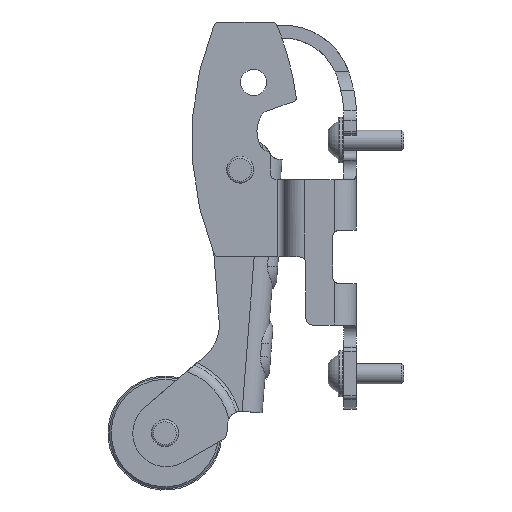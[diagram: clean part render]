
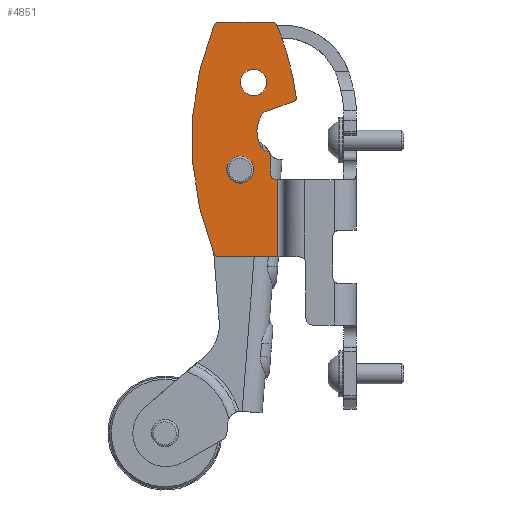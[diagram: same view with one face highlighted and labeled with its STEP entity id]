
A CAD part, left-side view. The second image highlights one B-rep face of the part: STEP entity #4851.
In plain terms, the highlighted face is planar.
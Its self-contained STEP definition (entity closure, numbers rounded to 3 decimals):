
#345=LINE('',#7485,#679);
#346=LINE('',#7487,#680);
#347=LINE('',#7493,#681);
#348=LINE('',#7501,#682);
#349=LINE('',#7503,#683);
#350=LINE('',#7505,#684);
#351=LINE('',#7509,#685);
#352=LINE('',#7513,#686);
#353=LINE('',#7521,#687);
#679=VECTOR('',#5878,1000.);
#680=VECTOR('',#5879,1000.);
#681=VECTOR('',#5884,1000.);
#682=VECTOR('',#5891,1000.);
#683=VECTOR('',#5892,1000.);
#684=VECTOR('',#5893,1000.);
#685=VECTOR('',#5896,1000.);
#686=VECTOR('',#5899,1000.);
#687=VECTOR('',#5906,1000.);
#1043=ORIENTED_EDGE('',*,*,#2531,.T.);
#1044=ORIENTED_EDGE('',*,*,#2532,.T.);
#1045=ORIENTED_EDGE('',*,*,#2533,.F.);
#1046=ORIENTED_EDGE('',*,*,#2534,.T.);
#1047=ORIENTED_EDGE('',*,*,#2535,.F.);
#1048=ORIENTED_EDGE('',*,*,#2536,.F.);
#1049=ORIENTED_EDGE('',*,*,#2537,.F.);
#1050=ORIENTED_EDGE('',*,*,#2538,.F.);
#1051=ORIENTED_EDGE('',*,*,#2539,.F.);
#1052=ORIENTED_EDGE('',*,*,#2540,.F.);
#1053=ORIENTED_EDGE('',*,*,#2541,.F.);
#1054=ORIENTED_EDGE('',*,*,#2542,.T.);
#1055=ORIENTED_EDGE('',*,*,#2543,.F.);
#1056=ORIENTED_EDGE('',*,*,#2544,.T.);
#1057=ORIENTED_EDGE('',*,*,#2545,.F.);
#1058=ORIENTED_EDGE('',*,*,#2546,.F.);
#1059=ORIENTED_EDGE('',*,*,#2547,.F.);
#1060=ORIENTED_EDGE('',*,*,#2548,.T.);
#1061=ORIENTED_EDGE('',*,*,#2549,.T.);
#1062=ORIENTED_EDGE('',*,*,#2550,.T.);
#1063=ORIENTED_EDGE('',*,*,#2551,.F.);
#1064=ORIENTED_EDGE('',*,*,#2552,.F.);
#1065=ORIENTED_EDGE('',*,*,#2528,.F.);
#2528=EDGE_CURVE('',#3268,#3270,#3745,.T.);
#2531=EDGE_CURVE('',#3272,#3272,#3747,.T.);
#2532=EDGE_CURVE('',#3273,#3273,#3748,.T.);
#2533=EDGE_CURVE('',#3274,#3268,#345,.T.);
#2534=EDGE_CURVE('',#3274,#3275,#346,.T.);
#2535=EDGE_CURVE('',#3276,#3275,#3749,.T.);
#2536=EDGE_CURVE('',#3277,#3276,#3750,.T.);
#2537=EDGE_CURVE('',#3278,#3277,#347,.T.);
#2538=EDGE_CURVE('',#3279,#3278,#3751,.T.);
#2539=EDGE_CURVE('',#3280,#3279,#3752,.T.);
#2540=EDGE_CURVE('',#3281,#3280,#3753,.T.);
#2541=EDGE_CURVE('',#3282,#3281,#348,.T.);
#2542=EDGE_CURVE('',#3282,#3283,#349,.T.);
#2543=EDGE_CURVE('',#3284,#3283,#350,.T.);
#2544=EDGE_CURVE('',#3284,#3285,#3754,.T.);
#2545=EDGE_CURVE('',#3286,#3285,#351,.T.);
#2546=EDGE_CURVE('',#3287,#3286,#3755,.T.);
#2547=EDGE_CURVE('',#3288,#3287,#352,.T.);
#2548=EDGE_CURVE('',#3288,#3289,#3756,.T.);
#2549=EDGE_CURVE('',#3289,#3290,#3757,.T.);
#2550=EDGE_CURVE('',#3290,#3291,#3758,.T.);
#2551=EDGE_CURVE('',#3292,#3291,#353,.T.);
#2552=EDGE_CURVE('',#3270,#3292,#3759,.T.);
#3268=VERTEX_POINT('',#7473);
#3270=VERTEX_POINT('',#7476);
#3272=VERTEX_POINT('',#7482);
#3273=VERTEX_POINT('',#7484);
#3274=VERTEX_POINT('',#7486);
#3275=VERTEX_POINT('',#7488);
#3276=VERTEX_POINT('',#7490);
#3277=VERTEX_POINT('',#7492);
#3278=VERTEX_POINT('',#7494);
#3279=VERTEX_POINT('',#7496);
#3280=VERTEX_POINT('',#7498);
#3281=VERTEX_POINT('',#7500);
#3282=VERTEX_POINT('',#7502);
#3283=VERTEX_POINT('',#7504);
#3284=VERTEX_POINT('',#7506);
#3285=VERTEX_POINT('',#7508);
#3286=VERTEX_POINT('',#7510);
#3287=VERTEX_POINT('',#7512);
#3288=VERTEX_POINT('',#7514);
#3289=VERTEX_POINT('',#7516);
#3290=VERTEX_POINT('',#7518);
#3291=VERTEX_POINT('',#7520);
#3292=VERTEX_POINT('',#7522);
#3745=CIRCLE('',#5189,45.5);
#3747=CIRCLE('',#5192,1.95);
#3748=CIRCLE('',#5193,1.95);
#3749=CIRCLE('',#5194,45.5);
#3750=CIRCLE('',#5195,1.);
#3751=CIRCLE('',#5196,1.);
#3752=CIRCLE('',#5197,45.5);
#3753=CIRCLE('',#5198,1.);
#3754=CIRCLE('',#5199,1.);
#3755=CIRCLE('',#5200,0.5);
#3756=CIRCLE('',#5201,1.62);
#3757=CIRCLE('',#5202,4.629);
#3758=CIRCLE('',#5203,1.554);
#3759=CIRCLE('',#5204,0.5);
#4057=EDGE_LOOP('',(#1043));
#4058=EDGE_LOOP('',(#1044));
#4059=EDGE_LOOP('',(#1045,#1046,#1047,#1048,#1049,#1050,#1051,#1052,#1053,
#1054,#1055,#1056,#1057,#1058,#1059,#1060,#1061,#1062,#1063,#1064,#1065));
#4399=FACE_BOUND('',#4057,.T.);
#4400=FACE_BOUND('',#4058,.T.);
#4401=FACE_BOUND('',#4059,.T.);
#4735=PLANE('',#5191);
#4851=ADVANCED_FACE('',(#4399,#4400,#4401),#4735,.F.);
#5189=AXIS2_PLACEMENT_3D('',#7475,#5867,#5868);
#5191=AXIS2_PLACEMENT_3D('',#7480,#5872,#5873);
#5192=AXIS2_PLACEMENT_3D('',#7481,#5874,#5875);
#5193=AXIS2_PLACEMENT_3D('',#7483,#5876,#5877);
#5194=AXIS2_PLACEMENT_3D('',#7489,#5880,#5881);
#5195=AXIS2_PLACEMENT_3D('',#7491,#5882,#5883);
#5196=AXIS2_PLACEMENT_3D('',#7495,#5885,#5886);
#5197=AXIS2_PLACEMENT_3D('',#7497,#5887,#5888);
#5198=AXIS2_PLACEMENT_3D('',#7499,#5889,#5890);
#5199=AXIS2_PLACEMENT_3D('',#7507,#5894,#5895);
#5200=AXIS2_PLACEMENT_3D('',#7511,#5897,#5898);
#5201=AXIS2_PLACEMENT_3D('',#7515,#5900,#5901);
#5202=AXIS2_PLACEMENT_3D('',#7517,#5902,#5903);
#5203=AXIS2_PLACEMENT_3D('',#7519,#5904,#5905);
#5204=AXIS2_PLACEMENT_3D('',#7523,#5907,#5908);
#5867=DIRECTION('',(0.,0.,1.));
#5868=DIRECTION('',(1.,0.,0.));
#5872=DIRECTION('',(0.,0.,1.));
#5873=DIRECTION('',(1.,0.,0.));
#5874=DIRECTION('',(0.,0.,1.));
#5875=DIRECTION('',(1.,0.,0.));
#5876=DIRECTION('',(0.,0.,1.));
#5877=DIRECTION('',(1.,0.,0.));
#5878=DIRECTION('',(0.,-1.,0.));
#5879=DIRECTION('',(-1.,0.,0.));
#5880=DIRECTION('',(0.,0.,1.));
#5881=DIRECTION('',(1.,0.,0.));
#5882=DIRECTION('',(0.,0.,1.));
#5883=DIRECTION('',(1.,0.,0.));
#5884=DIRECTION('',(0.,-1.,0.));
#5885=DIRECTION('',(0.,0.,1.));
#5886=DIRECTION('',(1.,0.,0.));
#5887=DIRECTION('',(0.,0.,1.));
#5888=DIRECTION('',(1.,0.,0.));
#5889=DIRECTION('',(0.,0.,1.));
#5890=DIRECTION('',(1.,0.,0.));
#5891=DIRECTION('',(0.,1.,0.));
#5892=DIRECTION('',(-1.,0.,0.));
#5893=DIRECTION('',(0.,-1.,0.));
#5894=DIRECTION('',(0.,0.,1.));
#5895=DIRECTION('',(1.,0.,0.));
#5896=DIRECTION('',(1.,0.,0.));
#5897=DIRECTION('',(0.,0.,1.));
#5898=DIRECTION('',(1.,0.,0.));
#5899=DIRECTION('',(0.342,-0.94,0.));
#5900=DIRECTION('',(0.,0.,1.));
#5901=DIRECTION('',(1.,0.,0.));
#5902=DIRECTION('',(0.,0.,1.));
#5903=DIRECTION('',(1.,0.,0.));
#5904=DIRECTION('',(0.,0.,1.));
#5905=DIRECTION('',(1.,0.,0.));
#5906=DIRECTION('',(0.342,0.94,0.));
#5907=DIRECTION('',(0.,0.,1.));
#5908=DIRECTION('',(1.,0.,0.));
#7473=CARTESIAN_POINT('',(-5.7,-4.527,-7.1));
#7475=CARTESIAN_POINT('',(8.5,38.7,-7.1));
#7476=CARTESIAN_POINT('',(2.271,-6.372,-7.1));
#7480=CARTESIAN_POINT('',(37.844,-3.616,-7.1));
#7481=CARTESIAN_POINT('',(0.,0.,-7.1));
#7482=CARTESIAN_POINT('',(1.95,0.,-7.1));
#7483=CARTESIAN_POINT('',(13.,2.,-7.1));
#7484=CARTESIAN_POINT('',(14.95,2.,-7.1));
#7485=CARTESIAN_POINT('',(-5.7,-3.616,-7.1));
#7486=CARTESIAN_POINT('',(-5.7,-4.446,-7.1));
#7487=CARTESIAN_POINT('',(37.844,-4.446,-7.1));
#7488=CARTESIAN_POINT('',(-5.946,-4.446,-7.1));
#7489=CARTESIAN_POINT('',(8.5,38.7,-7.1));
#7490=CARTESIAN_POINT('',(-8.371,-3.557,-7.1));
#7491=CARTESIAN_POINT('',(-8.,-2.628,-7.1));
#7492=CARTESIAN_POINT('',(-9.,-2.628,-7.1));
#7493=CARTESIAN_POINT('',(-9.,5.7,-7.1));
#7494=CARTESIAN_POINT('',(-9.,5.028,-7.1));
#7495=CARTESIAN_POINT('',(-8.,5.028,-7.1));
#7496=CARTESIAN_POINT('',(-8.371,5.957,-7.1));
#7497=CARTESIAN_POINT('',(8.5,-36.3,-7.1));
#7498=CARTESIAN_POINT('',(25.371,5.957,-7.1));
#7499=CARTESIAN_POINT('',(25.,5.028,-7.1));
#7500=CARTESIAN_POINT('',(26.,5.028,-7.1));
#7501=CARTESIAN_POINT('',(26.,-7.8,-7.1));
#7502=CARTESIAN_POINT('',(26.,-3.616,-7.1));
#7503=CARTESIAN_POINT('',(37.844,-3.616,-7.1));
#7504=CARTESIAN_POINT('',(14.5,-3.616,-7.1));
#7505=CARTESIAN_POINT('',(14.5,-2.5,-7.1));
#7506=CARTESIAN_POINT('',(14.5,-3.5,-7.1));
#7507=CARTESIAN_POINT('',(13.5,-3.5,-7.1));
#7508=CARTESIAN_POINT('',(13.5,-2.5,-7.1));
#7509=CARTESIAN_POINT('',(10.445,-2.5,-7.1));
#7510=CARTESIAN_POINT('',(10.795,-2.5,-7.1));
#7511=CARTESIAN_POINT('',(10.795,-2.,-7.1));
#7512=CARTESIAN_POINT('',(10.325,-2.171,-7.1));
#7513=CARTESIAN_POINT('',(10.212,-1.861,-7.1));
#7514=CARTESIAN_POINT('',(10.212,-1.861,-7.1));
#7515=CARTESIAN_POINT('',(8.716,-2.484,-7.1));
#7516=CARTESIAN_POINT('',(9.561,-1.101,-7.1));
#7517=CARTESIAN_POINT('',(7.28,-5.129,-7.1));
#7518=CARTESIAN_POINT('',(5.115,-1.037,-7.1));
#7519=CARTESIAN_POINT('',(5.773,-2.446,-7.1));
#7520=CARTESIAN_POINT('',(4.295,-1.965,-7.1));
#7521=CARTESIAN_POINT('',(2.671,-6.425,-7.1));
#7522=CARTESIAN_POINT('',(2.809,-6.047,-7.1));
#7523=CARTESIAN_POINT('',(2.339,-5.876,-7.1));
